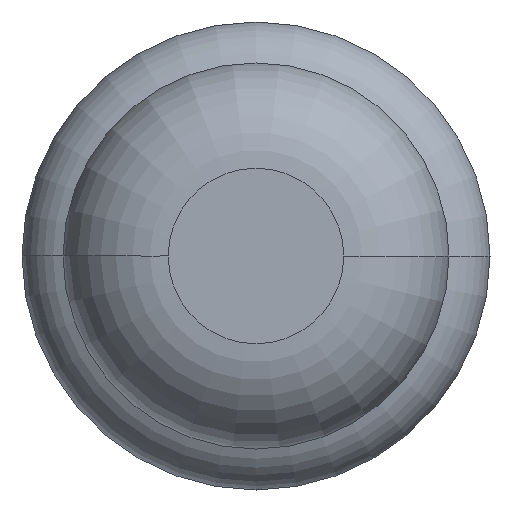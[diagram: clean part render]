
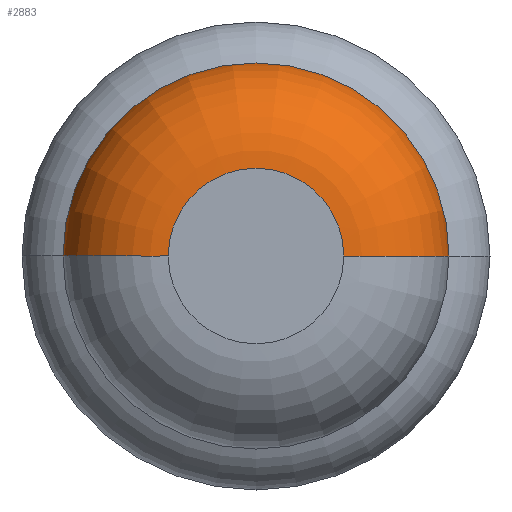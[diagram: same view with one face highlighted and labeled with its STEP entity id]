
A CAD part, front view. The second image highlights one B-rep face of the part: STEP entity #2883.
In plain terms, the highlighted toroidal (fillet/blend) face has major radius 0.375 mm and minor radius 0.45 mm.
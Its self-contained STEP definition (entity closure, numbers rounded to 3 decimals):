
#215 = DIRECTION ( 'NONE',  ( 0., 0., -1. ) ) ;
#276 = DIRECTION ( 'NONE',  ( 0., 0., 1. ) ) ;
#513 = CARTESIAN_POINT ( 'NONE',  ( -0.825, -31.55, 0. ) ) ;
#796 = CARTESIAN_POINT ( 'NONE',  ( 0.375, -32., 0. ) ) ;
#1074 = AXIS2_PLACEMENT_3D ( 'NONE', #2439, #4049, #3724 ) ;
#1158 = AXIS2_PLACEMENT_3D ( 'NONE', #3279, #3326, #3959 ) ;
#1167 = DIRECTION ( 'NONE',  ( -1., 0., 0. ) ) ;
#1308 = DIRECTION ( 'NONE',  ( 0., -1., 0. ) ) ;
#1387 = EDGE_LOOP ( 'NONE', ( #2469, #2721, #3084, #3387 ) ) ;
#1458 = AXIS2_PLACEMENT_3D ( 'NONE', #3452, #215, #1167 ) ;
#1828 = VERTEX_POINT ( 'NONE', #796 ) ;
#1864 = CARTESIAN_POINT ( 'NONE',  ( -0.375, -31.55, 0. ) ) ;
#2021 = VERTEX_POINT ( 'NONE', #2119 ) ;
#2023 = EDGE_CURVE ( 'NONE', #2021, #1828, #4092, .T. ) ;
#2101 = CARTESIAN_POINT ( 'NONE',  ( -0.375, -32., 0. ) ) ;
#2119 = CARTESIAN_POINT ( 'NONE',  ( 0.825, -31.55, 0. ) ) ;
#2173 = FACE_OUTER_BOUND ( 'NONE', #1387, .T. ) ;
#2203 = AXIS2_PLACEMENT_3D ( 'NONE', #1864, #276, #4173 ) ;
#2272 = CIRCLE ( 'NONE', #2203, 0.45 ) ;
#2291 = EDGE_CURVE ( 'Defeature ausgef�hrt2_6+Defeature ausgef�hrt2_7+Defeature ausgef�hrt2_7+Defeature ausgef�hrt2_7', #1828, #3796, #3139, .T. ) ;
#2319 = DIRECTION ( 'NONE',  ( 1., 0., 0. ) ) ;
#2334 = AXIS2_PLACEMENT_3D ( 'NONE', #3904, #1308, #2319 ) ;
#2344 = EDGE_CURVE ( 'NONE', #3505, #3796, #2272, .T. ) ;
#2439 = CARTESIAN_POINT ( 'NONE',  ( 0., -31.55, 0. ) ) ;
#2469 = ORIENTED_EDGE ( 'NONE', *, *, #3798, .T. ) ;
#2721 = ORIENTED_EDGE ( 'NONE', *, *, #2344, .T. ) ;
#2883 = ADVANCED_FACE ( 'Defeature ausgef�hrt2_7', ( #2173 ), #3940, .T. ) ;
#3084 = ORIENTED_EDGE ( 'NONE', *, *, #2291, .F. ) ;
#3139 = CIRCLE ( 'NONE', #2334, 0.375 ) ;
#3279 = CARTESIAN_POINT ( 'NONE',  ( 0., -31.55, 0. ) ) ;
#3326 = DIRECTION ( 'NONE',  ( 0., -1., 0. ) ) ;
#3387 = ORIENTED_EDGE ( 'NONE', *, *, #2023, .F. ) ;
#3452 = CARTESIAN_POINT ( 'NONE',  ( 0.375, -31.55, 0. ) ) ;
#3505 = VERTEX_POINT ( 'NONE', #513 ) ;
#3686 = CIRCLE ( 'NONE', #1074, 0.825 ) ;
#3724 = DIRECTION ( 'NONE',  ( 1., 0., 0. ) ) ;
#3796 = VERTEX_POINT ( 'NONE', #2101 ) ;
#3798 = EDGE_CURVE ( 'Defeature ausgef�hrt2_7+Defeature ausgef�hrt2_8+Defeature ausgef�hrt2_8+Defeature ausgef�hrt2_8', #2021, #3505, #3686, .T. ) ;
#3904 = CARTESIAN_POINT ( 'NONE',  ( 0., -32., 0. ) ) ;
#3940 = TOROIDAL_SURFACE ( 'NONE', #1158, 0.375, 0.45 ) ;
#3959 = DIRECTION ( 'NONE',  ( 1., 0., 0. ) ) ;
#4049 = DIRECTION ( 'NONE',  ( 0., -1., 0. ) ) ;
#4092 = CIRCLE ( 'NONE', #1458, 0.45 ) ;
#4173 = DIRECTION ( 'NONE',  ( 1., 0., 0. ) ) ;
